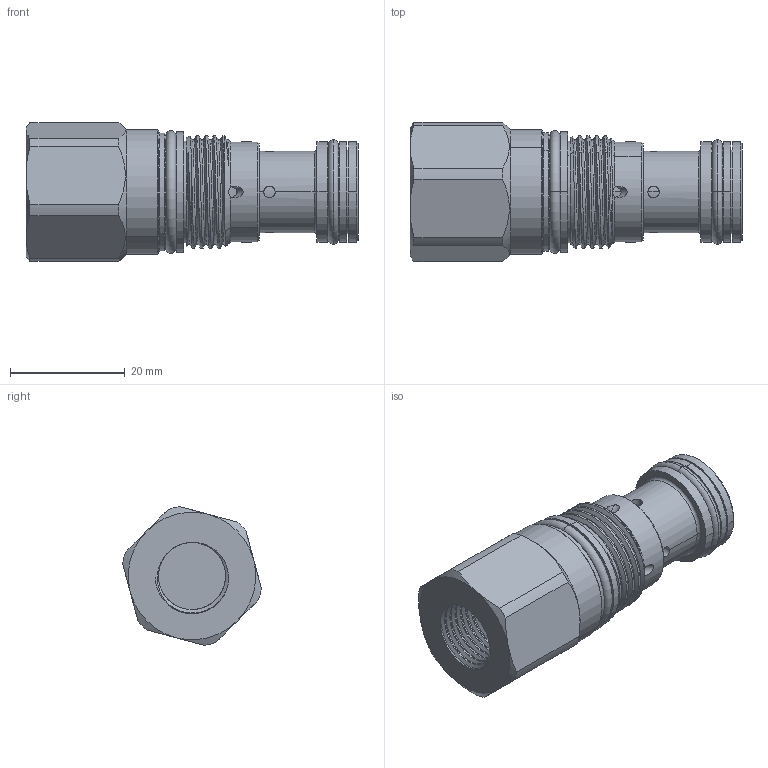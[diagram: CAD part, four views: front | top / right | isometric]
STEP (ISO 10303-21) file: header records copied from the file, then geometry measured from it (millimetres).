
FILE_DESCRIPTION (( 'STEP AP203' ), '1' );
FILE_NAME ('LS13A2B-G02.STEP', '2020-04-15T07:17:37', ( '' ), ( '' ), 'SwSTEP 2.0', 'SolidWorks 2018', '' );
FILE_SCHEMA (( 'CONFIG_CONTROL_DESIGN' ));
Length unit declared in the file: millimetre
Products named in the file (1): LS13A2B-G02
Bounding box: 57.8 x 24.2 x 24.2 mm (x, y, z)
Volume: 16042.1 mm3; surface area: 6790.1 mm2
Topology: 2 solids, 2 shells, 170 faces, 422 edges, 270 vertices
Faces by surface type: cylinder 94, plane 31, cone 24, torus 12, bspline 9
Entity records: 8303 total; most frequent: CARTESIAN_POINT 4444, ORIENTED_EDGE 844, DIRECTION 737, EDGE_CURVE 422, AXIS2_PLACEMENT_3D 304, VERTEX_POINT 270, EDGE_LOOP 186, FACE_OUTER_BOUND 170
